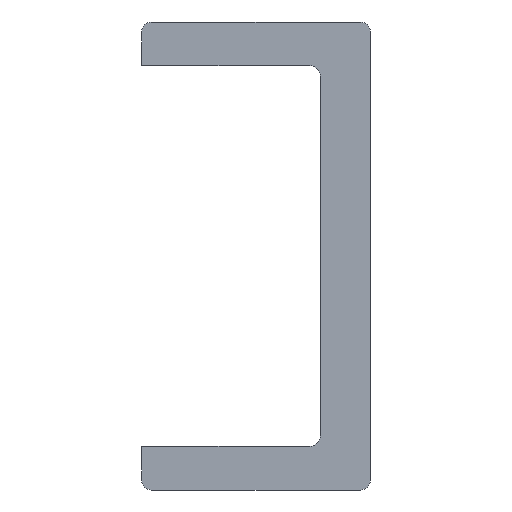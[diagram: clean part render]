
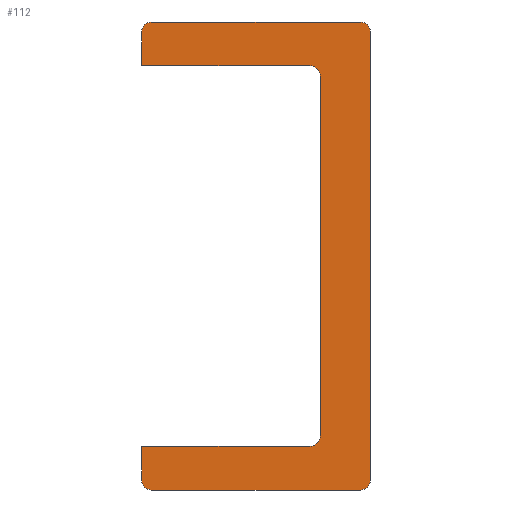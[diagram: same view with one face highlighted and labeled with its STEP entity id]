
A CAD part, front view. The second image highlights one B-rep face of the part: STEP entity #112.
In plain terms, the highlighted planar face has unit normal (0, -1, 0).
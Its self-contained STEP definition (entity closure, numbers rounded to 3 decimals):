
#112 = ADVANCED_FACE( '', ( #249 ), #250, .F. );
#249 = FACE_OUTER_BOUND( '', #388, .T. );
#250 = PLANE( '', #389 );
#388 = EDGE_LOOP( '', ( #627, #628, #629, #630, #631, #632, #633, #634, #635, #636, #637, #638, #639, #640 ) );
#389 = AXIS2_PLACEMENT_3D( '', #641, #642, #643 );
#627 = ORIENTED_EDGE( '', *, *, #725, .F. );
#628 = ORIENTED_EDGE( '', *, *, #764, .T. );
#629 = ORIENTED_EDGE( '', *, *, #689, .F. );
#630 = ORIENTED_EDGE( '', *, *, #773, .T. );
#631 = ORIENTED_EDGE( '', *, *, #748, .F. );
#632 = ORIENTED_EDGE( '', *, *, #760, .F. );
#633 = ORIENTED_EDGE( '', *, *, #744, .F. );
#634 = ORIENTED_EDGE( '', *, *, #709, .F. );
#635 = ORIENTED_EDGE( '', *, *, #697, .F. );
#636 = ORIENTED_EDGE( '', *, *, #775, .F. );
#637 = ORIENTED_EDGE( '', *, *, #715, .F. );
#638 = ORIENTED_EDGE( '', *, *, #733, .T. );
#639 = ORIENTED_EDGE( '', *, *, #741, .F. );
#640 = ORIENTED_EDGE( '', *, *, #758, .T. );
#641 = CARTESIAN_POINT( '', ( -10.5, 0., 21.5 ) );
#642 = DIRECTION( '', ( 0., 1., 0. ) );
#643 = DIRECTION( '', ( 0., 0., 1. ) );
#689 = EDGE_CURVE( '', #793, #794, #795, .T. );
#697 = EDGE_CURVE( '', #807, #808, #809, .T. );
#709 = EDGE_CURVE( '', #808, #829, #830, .T. );
#715 = EDGE_CURVE( '', #838, #840, #841, .T. );
#725 = EDGE_CURVE( '', #857, #859, #860, .T. );
#733 = EDGE_CURVE( '', #838, #869, #871, .F. );
#741 = EDGE_CURVE( '', #881, #869, #883, .T. );
#744 = EDGE_CURVE( '', #829, #886, #887, .T. );
#748 = EDGE_CURVE( '', #892, #893, #894, .T. );
#758 = EDGE_CURVE( '', #881, #859, #908, .F. );
#760 = EDGE_CURVE( '', #886, #892, #910, .T. );
#764 = EDGE_CURVE( '', #857, #794, #914, .F. );
#773 = EDGE_CURVE( '', #793, #893, #925, .F. );
#775 = EDGE_CURVE( '', #840, #807, #927, .T. );
#793 = VERTEX_POINT( '', #945 );
#794 = VERTEX_POINT( '', #946 );
#795 = LINE( '', #947, #948 );
#807 = VERTEX_POINT( '', #963 );
#808 = VERTEX_POINT( '', #964 );
#809 = CIRCLE( '', #965, 1. );
#829 = VERTEX_POINT( '', #987 );
#830 = LINE( '', #988, #989 );
#838 = VERTEX_POINT( '', #1000 );
#840 = VERTEX_POINT( '', #1003 );
#841 = LINE( '', #1004, #1005 );
#857 = VERTEX_POINT( '', #1023 );
#859 = VERTEX_POINT( '', #1026 );
#860 = LINE( '', #1027, #1028 );
#869 = VERTEX_POINT( '', #1038 );
#871 = CIRCLE( '', #1041, 0.9 );
#881 = VERTEX_POINT( '', #1052 );
#883 = LINE( '', #1055, #1056 );
#886 = VERTEX_POINT( '', #1059 );
#887 = CIRCLE( '', #1060, 1. );
#892 = VERTEX_POINT( '', #1066 );
#893 = VERTEX_POINT( '', #1067 );
#894 = LINE( '', #1068, #1069 );
#908 = CIRCLE( '', #1086, 0.9 );
#910 = LINE( '', #1088, #1089 );
#914 = CIRCLE( '', #1094, 0.9 );
#925 = CIRCLE( '', #1106, 0.9 );
#927 = LINE( '', #1108, #1109 );
#945 = CARTESIAN_POINT( '', ( -9.6, 0., 21.5 ) );
#946 = CARTESIAN_POINT( '', ( 9.6, 0., 21.5 ) );
#947 = CARTESIAN_POINT( '', ( -10.5, 0., 21.5 ) );
#948 = VECTOR( '', #1128, 1000. );
#963 = CARTESIAN_POINT( '', ( 4.9, 0., -17.5 ) );
#964 = CARTESIAN_POINT( '', ( 5.9, 0., -16.5 ) );
#965 = AXIS2_PLACEMENT_3D( '', #1138, #1139, #1140 );
#987 = CARTESIAN_POINT( '', ( 5.9, 0., 16.5 ) );
#988 = CARTESIAN_POINT( '', ( 5.9, 0., 16.5 ) );
#989 = VECTOR( '', #1164, 1000. );
#1000 = CARTESIAN_POINT( '', ( -10.5, 0., -20.6 ) );
#1003 = CARTESIAN_POINT( '', ( -10.5, 0., -17.5 ) );
#1004 = CARTESIAN_POINT( '', ( -10.5, 0., -21.5 ) );
#1005 = VECTOR( '', #1169, 1000. );
#1023 = CARTESIAN_POINT( '', ( 10.5, 0., 20.6 ) );
#1026 = CARTESIAN_POINT( '', ( 10.5, 0., -20.6 ) );
#1027 = CARTESIAN_POINT( '', ( 10.5, 0., 21.5 ) );
#1028 = VECTOR( '', #1188, 1000. );
#1038 = CARTESIAN_POINT( '', ( -9.6, 0., -21.5 ) );
#1041 = AXIS2_PLACEMENT_3D( '', #1197, #1198, #1199 );
#1052 = CARTESIAN_POINT( '', ( 9.6, 0., -21.5 ) );
#1055 = CARTESIAN_POINT( '', ( 10.5, 0., -21.5 ) );
#1056 = VECTOR( '', #1208, 1000. );
#1059 = CARTESIAN_POINT( '', ( 4.9, 0., 17.5 ) );
#1060 = AXIS2_PLACEMENT_3D( '', #1209, #1210, #1211 );
#1066 = CARTESIAN_POINT( '', ( -10.5, 0., 17.5 ) );
#1067 = CARTESIAN_POINT( '', ( -10.5, 0., 20.6 ) );
#1068 = CARTESIAN_POINT( '', ( -10.5, 0., -21.5 ) );
#1069 = VECTOR( '', #1216, 1000. );
#1086 = AXIS2_PLACEMENT_3D( '', #1229, #1230, #1231 );
#1088 = CARTESIAN_POINT( '', ( 4.9, 0., 17.5 ) );
#1089 = VECTOR( '', #1232, 1000. );
#1094 = AXIS2_PLACEMENT_3D( '', #1237, #1238, #1239 );
#1106 = AXIS2_PLACEMENT_3D( '', #1250, #1251, #1252 );
#1108 = CARTESIAN_POINT( '', ( 4.9, 0., -17.5 ) );
#1109 = VECTOR( '', #1253, 1000. );
#1128 = DIRECTION( '', ( 1., 0., 0. ) );
#1138 = CARTESIAN_POINT( '', ( 4.9, 0., -16.5 ) );
#1139 = DIRECTION( '', ( 0., -1., 0. ) );
#1140 = DIRECTION( '', ( -1., 0., 0. ) );
#1164 = DIRECTION( '', ( 0., 0., 1. ) );
#1169 = DIRECTION( '', ( 0., 0., 1. ) );
#1188 = DIRECTION( '', ( 0., 0., -1. ) );
#1197 = CARTESIAN_POINT( '', ( -9.6, 0., -20.6 ) );
#1198 = DIRECTION( '', ( 0., 1., 0. ) );
#1199 = DIRECTION( '', ( 0., 0., 1. ) );
#1208 = DIRECTION( '', ( -1., 0., 0. ) );
#1209 = CARTESIAN_POINT( '', ( 4.9, 0., 16.5 ) );
#1210 = DIRECTION( '', ( 0., -1., 0. ) );
#1211 = DIRECTION( '', ( -1., 0., 0. ) );
#1216 = DIRECTION( '', ( 0., 0., 1. ) );
#1229 = CARTESIAN_POINT( '', ( 9.6, 0., -20.6 ) );
#1230 = DIRECTION( '', ( 0., 1., 0. ) );
#1231 = DIRECTION( '', ( 0., 0., 1. ) );
#1232 = DIRECTION( '', ( -1., 0., 0. ) );
#1237 = CARTESIAN_POINT( '', ( 9.6, 0., 20.6 ) );
#1238 = DIRECTION( '', ( 0., 1., 0. ) );
#1239 = DIRECTION( '', ( 0., 0., 1. ) );
#1250 = CARTESIAN_POINT( '', ( -9.6, 0., 20.6 ) );
#1251 = DIRECTION( '', ( 0., 1., 0. ) );
#1252 = DIRECTION( '', ( 0., 0., 1. ) );
#1253 = DIRECTION( '', ( 1., 0., 0. ) );
